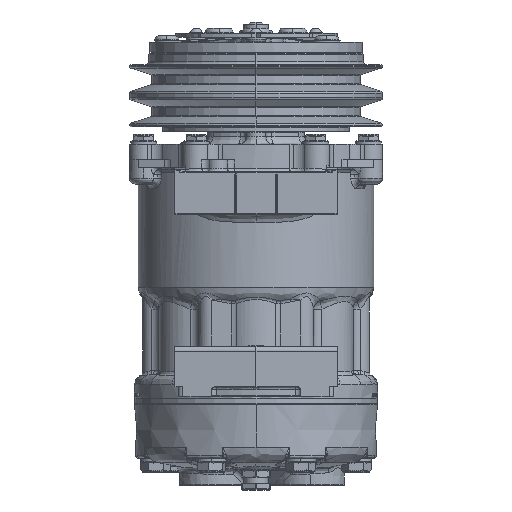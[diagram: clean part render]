
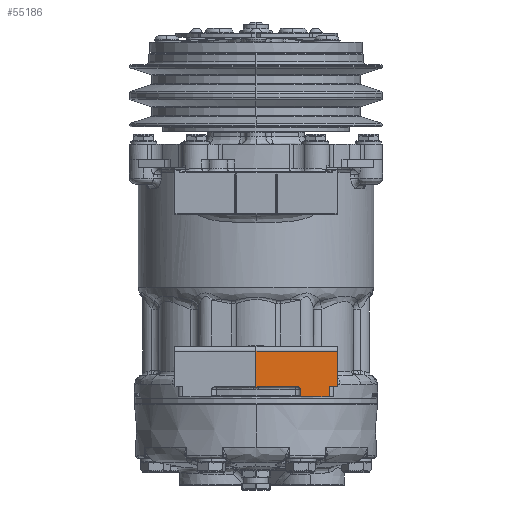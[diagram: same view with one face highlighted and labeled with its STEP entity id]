
A CAD part, front view. The second image highlights one B-rep face of the part: STEP entity #55186.
In plain terms, the highlighted planar face has unit normal (0.049, -0.999, 0).
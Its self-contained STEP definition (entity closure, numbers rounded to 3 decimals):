
#21475 = VERTEX_POINT ( 'NONE', #36894 ) ;
#27539 = EDGE_CURVE ( 'NONE', #27705, #21475, #76500, .T. ) ;
#27705 = VERTEX_POINT ( 'NONE', #77127 ) ;
#35475 = VERTEX_POINT ( 'NONE', #104020 ) ;
#35477 = VERTEX_POINT ( 'NONE', #104136 ) ;
#35584 = EDGE_CURVE ( 'NONE', #35477, #35585, #104466, .T. ) ;
#35585 = VERTEX_POINT ( 'NONE', #104467 ) ;
#35621 = EDGE_CURVE ( 'NONE', #35475, #35477, #104583, .T. ) ;
#36894 = CARTESIAN_POINT ( 'NONE',  ( 23.506, -73.903, -57.597 ) ) ;
#44989 = EDGE_CURVE ( 'NONE', #35585, #44992, #134405, .T. ) ;
#44992 = VERTEX_POINT ( 'NONE', #134401 ) ;
#54205 = VERTEX_POINT ( 'NONE', #96326 ) ;
#54210 = EDGE_CURVE ( 'NONE', #54205, #27705, #96386, .T. ) ;
#54422 = EDGE_CURVE ( 'NONE', #21475, #35475, #98184, .T. ) ;
#55186 = ADVANCED_FACE ( 'NONE', ( #107285 ), #107270, .F. ) ;
#55190 = EDGE_LOOP ( 'NONE', ( #55191, #55194, #55197, #55205, #55212, #55218, #55220, #55310, #55312, #55314 ) ) ;
#55191 = ORIENTED_EDGE ( 'NONE', *, *, #54210, .F. ) ;
#55194 = ORIENTED_EDGE ( 'NONE', *, *, #55245, .F. ) ;
#55197 = ORIENTED_EDGE ( 'NONE', *, *, #55199, .T. ) ;
#55199 = EDGE_CURVE ( 'NONE', #55241, #55202, #107480, .T. ) ;
#55202 = VERTEX_POINT ( 'NONE', #107456 ) ;
#55205 = ORIENTED_EDGE ( 'NONE', *, *, #55206, .F. ) ;
#55206 = EDGE_CURVE ( 'NONE', #55210, #55202, #107449, .T. ) ;
#55210 = VERTEX_POINT ( 'NONE', #107427 ) ;
#55212 = ORIENTED_EDGE ( 'NONE', *, *, #55215, .T. ) ;
#55215 = EDGE_CURVE ( 'NONE', #55210, #44992, #107542, .T. ) ;
#55218 = ORIENTED_EDGE ( 'NONE', *, *, #44989, .F. ) ;
#55220 = ORIENTED_EDGE ( 'NONE', *, *, #35584, .F. ) ;
#55241 = VERTEX_POINT ( 'NONE', #107626 ) ;
#55245 = EDGE_CURVE ( 'NONE', #55241, #54205, #107617, .T. ) ;
#55310 = ORIENTED_EDGE ( 'NONE', *, *, #35621, .F. ) ;
#55312 = ORIENTED_EDGE ( 'NONE', *, *, #54422, .F. ) ;
#55314 = ORIENTED_EDGE ( 'NONE', *, *, #27539, .F. ) ;
#76497 = DIRECTION ( 'NONE',  ( -0.999, -0.049, 0. ) ) ;
#76498 = VECTOR ( 'NONE', #76497, 1000. ) ;
#76499 = CARTESIAN_POINT ( 'NONE',  ( 37.141, -73.238, -57.597 ) ) ;
#76500 = LINE ( 'NONE', #76499, #76498 ) ;
#77127 = CARTESIAN_POINT ( 'NONE',  ( 37.141, -73.238, -57.597 ) ) ;
#96326 = CARTESIAN_POINT ( 'NONE',  ( 37.141, -73.238, -52.597 ) ) ;
#96382 = DIRECTION ( 'NONE',  ( 0., 0., -1. ) ) ;
#96384 = VECTOR ( 'NONE', #96382, 1000. ) ;
#96385 = CARTESIAN_POINT ( 'NONE',  ( 37.141, -73.238, -57.597 ) ) ;
#96386 = LINE ( 'NONE', #96385, #96384 ) ;
#98184 = LINE ( 'NONE', #98288, #98286 ) ;
#98285 = DIRECTION ( 'NONE',  ( -0.725, -0.035, 0.688 ) ) ;
#98286 = VECTOR ( 'NONE', #98285, 1000. ) ;
#98288 = CARTESIAN_POINT ( 'NONE',  ( 23.506, -73.903, -57.597 ) ) ;
#104020 = CARTESIAN_POINT ( 'NONE',  ( 22.979, -73.929, -57.097 ) ) ;
#104136 = CARTESIAN_POINT ( 'NONE',  ( 22.9, -73.933, -54.058 ) ) ;
#104418 = CARTESIAN_POINT ( 'NONE',  ( 21.4, -74.006, -52.597 ) ) ;
#104420 = CARTESIAN_POINT ( 'NONE',  ( 21.655, -73.993, -52.597 ) ) ;
#104422 = CARTESIAN_POINT ( 'NONE',  ( 21.876, -73.983, -52.661 ) ) ;
#104424 = CARTESIAN_POINT ( 'NONE',  ( 22.224, -73.966, -52.828 ) ) ;
#104425 = CARTESIAN_POINT ( 'NONE',  ( 22.353, -73.959, -52.931 ) ) ;
#104427 = CARTESIAN_POINT ( 'NONE',  ( 22.449, -73.955, -53.024 ) ) ;
#104429 = CARTESIAN_POINT ( 'NONE',  ( 22.452, -73.955, -53.027 ) ) ;
#104431 = CARTESIAN_POINT ( 'NONE',  ( 22.456, -73.954, -53.031 ) ) ;
#104433 = CARTESIAN_POINT ( 'NONE',  ( 22.463, -73.954, -53.038 ) ) ;
#104434 = CARTESIAN_POINT ( 'NONE',  ( 22.479, -73.953, -53.054 ) ) ;
#104436 = CARTESIAN_POINT ( 'NONE',  ( 22.509, -73.952, -53.086 ) ) ;
#104438 = CARTESIAN_POINT ( 'NONE',  ( 22.534, -73.951, -53.114 ) ) ;
#104440 = CARTESIAN_POINT ( 'NONE',  ( 22.583, -73.948, -53.172 ) ) ;
#104442 = CARTESIAN_POINT ( 'NONE',  ( 22.613, -73.947, -53.212 ) ) ;
#104443 = CARTESIAN_POINT ( 'NONE',  ( 22.696, -73.943, -53.335 ) ) ;
#104445 = CARTESIAN_POINT ( 'NONE',  ( 22.743, -73.94, -53.422 ) ) ;
#104447 = CARTESIAN_POINT ( 'NONE',  ( 22.857, -73.935, -53.688 ) ) ;
#104449 = CARTESIAN_POINT ( 'NONE',  ( 22.895, -73.933, -53.875 ) ) ;
#104451 = CARTESIAN_POINT ( 'NONE',  ( 22.9, -73.933, -54.058 ) ) ;
#104466 = B_SPLINE_CURVE_WITH_KNOTS ( 'NONE', 3,
 ( #104451, #104449, #104447, #104445, #104443, #104442, #104440, #104438, #104436, #104434, #104433, #104431, #104429, #104427, #104425, #104424, #104422, #104420, #104418 ),
 .UNSPECIFIED., .F., .F.,
 ( 4, 2, 2, 2, 1, 1, 1, 2, 2, 2, 4 ),
 ( 0., 0.25, 0.375, 0.437, 0.469, 0.484, 0.492, 0.496, 0.5, 0.75, 1. ),
 .UNSPECIFIED. ) ;
#104467 = CARTESIAN_POINT ( 'NONE',  ( 21.4, -74.006, -52.597 ) ) ;
#104579 = DIRECTION ( 'NONE',  ( -0.026, -0.001, 1. ) ) ;
#104580 = VECTOR ( 'NONE', #104579, 1000. ) ;
#104582 = CARTESIAN_POINT ( 'NONE',  ( 22.979, -73.929, -57.097 ) ) ;
#104583 = LINE ( 'NONE', #104582, #104580 ) ;
#107263 = DIRECTION ( 'NONE',  ( -0.999, -0.049, 0. ) ) ;
#107265 = DIRECTION ( 'NONE',  ( -0.049, 0.999, 0. ) ) ;
#107266 = CARTESIAN_POINT ( 'NONE',  ( 41.019, -73.049, -57.597 ) ) ;
#107268 = AXIS2_PLACEMENT_3D ( 'NONE', #107266, #107265, #107263 ) ;
#107270 = PLANE ( 'NONE',  #107268 ) ;
#107285 = FACE_OUTER_BOUND ( 'NONE', #55190, .T. ) ;
#107427 = CARTESIAN_POINT ( 'NONE',  ( 1.019, -75., -35.097 ) ) ;
#107446 = DIRECTION ( 'NONE',  ( 0.999, 0.049, 0. ) ) ;
#107447 = VECTOR ( 'NONE', #107446, 1000. ) ;
#107448 = CARTESIAN_POINT ( 'NONE',  ( 0.778, -75.012, -35.097 ) ) ;
#107449 = LINE ( 'NONE', #107448, #107447 ) ;
#107456 = CARTESIAN_POINT ( 'NONE',  ( 41.019, -73.049, -35.097 ) ) ;
#107475 = DIRECTION ( 'NONE',  ( 0., 0., 1. ) ) ;
#107477 = VECTOR ( 'NONE', #107475, 1000. ) ;
#107479 = CARTESIAN_POINT ( 'NONE',  ( 41.019, -73.049, -52.597 ) ) ;
#107480 = LINE ( 'NONE', #107479, #107477 ) ;
#107539 = DIRECTION ( 'NONE',  ( 0., 0., -1. ) ) ;
#107540 = VECTOR ( 'NONE', #107539, 1000. ) ;
#107541 = CARTESIAN_POINT ( 'NONE',  ( 1.019, -75., -57.597 ) ) ;
#107542 = LINE ( 'NONE', #107541, #107540 ) ;
#107611 = DIRECTION ( 'NONE',  ( -0.999, -0.049, 0. ) ) ;
#107613 = VECTOR ( 'NONE', #107611, 1000. ) ;
#107615 = CARTESIAN_POINT ( 'NONE',  ( 41.019, -73.049, -52.597 ) ) ;
#107617 = LINE ( 'NONE', #107615, #107613 ) ;
#107626 = CARTESIAN_POINT ( 'NONE',  ( 41.019, -73.049, -52.597 ) ) ;
#134401 = CARTESIAN_POINT ( 'NONE',  ( 1.019, -75., -52.597 ) ) ;
#134402 = DIRECTION ( 'NONE',  ( -0.999, -0.049, 0. ) ) ;
#134403 = VECTOR ( 'NONE', #134402, 1000. ) ;
#134404 = CARTESIAN_POINT ( 'NONE',  ( 41.019, -73.049, -52.597 ) ) ;
#134405 = LINE ( 'NONE', #134404, #134403 ) ;
